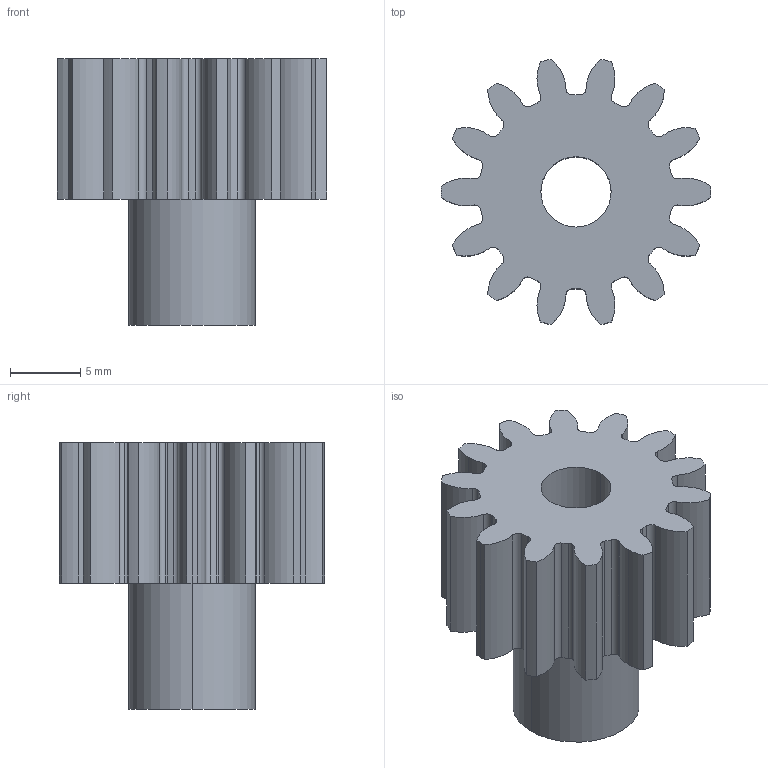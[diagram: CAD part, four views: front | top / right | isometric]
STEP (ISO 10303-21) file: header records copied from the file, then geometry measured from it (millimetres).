
FILE_DESCRIPTION (( 'STEP AP214' ), '1' );
FILE_NAME ('119-012-014.step', '2010-07-19T15:30:28', ( 'WMH Herion Antriebstechnik GmbH' ), ( 'WMH Herion Antriebstechnik GmbH' ), 'SwSTEP 2.0', 'SolidWorks 2010', '' );
FILE_SCHEMA (( 'AUTOMOTIVE_DESIGN' ));
Length unit declared in the file: millimetre
Products named in the file (1): 119-012-014
Bounding box: 19.2 x 18.88 x 19 mm (x, y, z)
Volume: 2350.5 mm3; surface area: 1997.5 mm2
Topology: 1 solids, 1 shells, 100 faces, 291 edges, 194 vertices
Faces by surface type: cylinder 97, plane 3
Entity records: 3467 total; most frequent: DIRECTION 687, CARTESIAN_POINT 586, ORIENTED_EDGE 582, AXIS2_PLACEMENT_3D 295, EDGE_CURVE 291, CIRCLE 194, VERTEX_POINT 194, EDGE_LOOP 103
